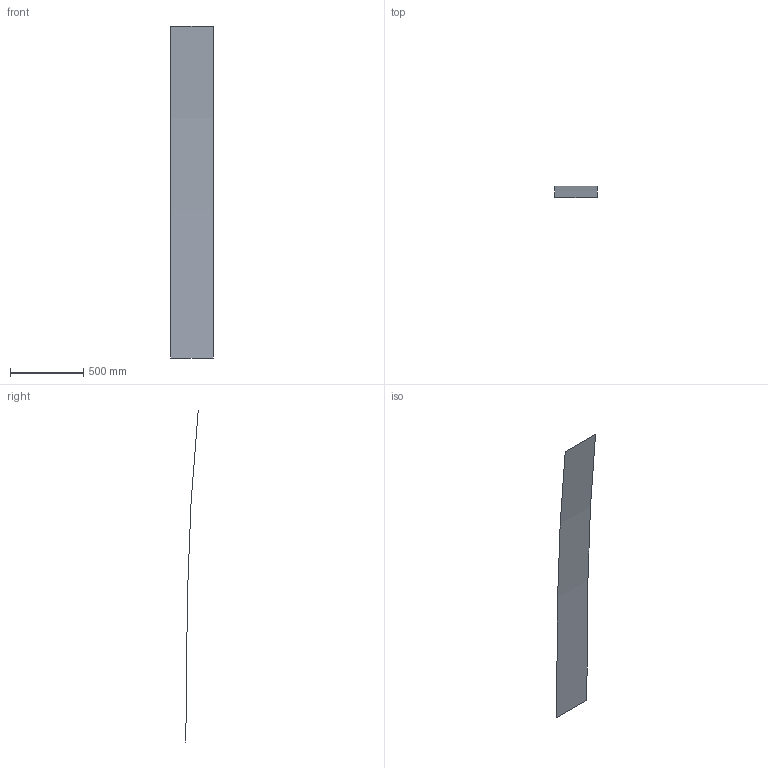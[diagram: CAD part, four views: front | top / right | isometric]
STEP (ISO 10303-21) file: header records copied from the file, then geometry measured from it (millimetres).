
FILE_DESCRIPTION (( 'STEP AP214' ), '1' );
FILE_NAME ('Part1.STEP', '2017-10-07T18:05:15', ( 'default' ), ( '' ), 'SwSTEP 2.0', 'SolidWorks 2017', '' );
FILE_SCHEMA (( 'AUTOMOTIVE_DESIGN' ));
Length unit declared in the file: inch
Products named in the file (1): Part1
Bounding box: 292.35 x 84.63 x 2264.82 mm (x, y, z)
Surface area: 662872.5 mm2 (no closed solid volume)
Topology: 0 solids, 1 shells, 1 faces, 4 edges, 4 vertices
Faces by surface type: bspline 1
Entity records: 237 total; most frequent: CARTESIAN_POINT 179, VERTEX_POINT 4, ORIENTED_EDGE 4, EDGE_CURVE 4, DIRECTION 4, LENGTH_MEASURE_WITH_UNIT 2, LINE 2, DIMENSIONAL_EXPONENTS 2
